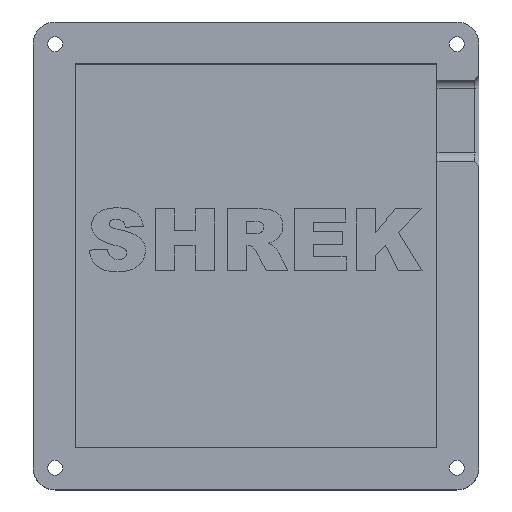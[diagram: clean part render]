
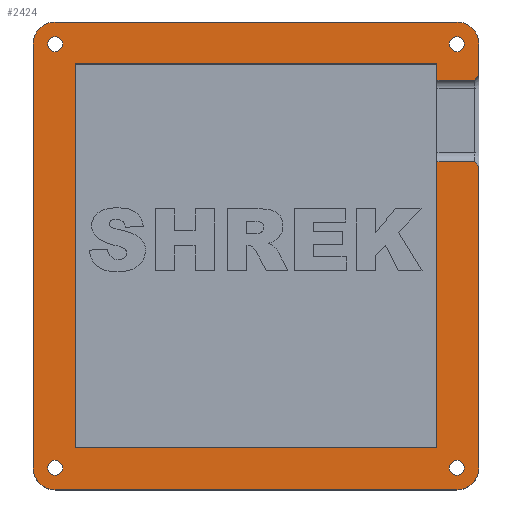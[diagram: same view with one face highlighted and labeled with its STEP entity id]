
A CAD part, top view. The second image highlights one B-rep face of the part: STEP entity #2424.
In plain terms, the highlighted planar face has unit normal (0, 0, 1).
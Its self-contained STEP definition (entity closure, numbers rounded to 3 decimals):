
#152=FACE_BOUND('',#361,.T.);
#153=FACE_BOUND('',#362,.T.);
#154=FACE_BOUND('',#363,.T.);
#155=FACE_BOUND('',#364,.T.);
#190=CIRCLE('',#2581,5.);
#191=CIRCLE('',#2582,5.);
#192=CIRCLE('',#2583,5.);
#193=CIRCLE('',#2584,5.);
#194=CIRCLE('',#2585,1.7);
#195=CIRCLE('',#2586,1.7);
#196=CIRCLE('',#2587,1.7);
#197=CIRCLE('',#2588,1.7);
#225=FACE_OUTER_BOUND('',#360,.T.);
#360=EDGE_LOOP('',(#1651,#1652,#1653,#1654,#1655,#1656,#1657,#1658,#1659,
#1660,#1661,#1662,#1663,#1664,#1665,#1666,#1667,#1668));
#361=EDGE_LOOP('',(#1669));
#362=EDGE_LOOP('',(#1670));
#363=EDGE_LOOP('',(#1671));
#364=EDGE_LOOP('',(#1672));
#504=LINE('',#3195,#753);
#513=LINE('',#3222,#762);
#516=LINE('',#3227,#765);
#520=LINE('',#3234,#769);
#526=LINE('',#3253,#775);
#527=LINE('',#3257,#776);
#528=LINE('',#3261,#777);
#529=LINE('',#3264,#778);
#530=LINE('',#3266,#779);
#531=LINE('',#3268,#780);
#532=LINE('',#3270,#781);
#533=LINE('',#3272,#782);
#534=LINE('',#3274,#783);
#535=LINE('',#3275,#784);
#753=VECTOR('',#2695,10.);
#762=VECTOR('',#2720,10.);
#765=VECTOR('',#2725,10.);
#769=VECTOR('',#2729,10.);
#775=VECTOR('',#2749,10.);
#776=VECTOR('',#2752,10.);
#777=VECTOR('',#2755,10.);
#778=VECTOR('',#2758,10.);
#779=VECTOR('',#2759,10.);
#780=VECTOR('',#2760,10.);
#781=VECTOR('',#2761,10.);
#782=VECTOR('',#2762,10.);
#783=VECTOR('',#2763,10.);
#784=VECTOR('',#2764,10.);
#1002=VERTEX_POINT('',#3193);
#1003=VERTEX_POINT('',#3194);
#1012=VERTEX_POINT('',#3220);
#1013=VERTEX_POINT('',#3221);
#1014=VERTEX_POINT('',#3226);
#1017=VERTEX_POINT('',#3232);
#1022=VERTEX_POINT('',#3250);
#1023=VERTEX_POINT('',#3252);
#1024=VERTEX_POINT('',#3254);
#1025=VERTEX_POINT('',#3256);
#1026=VERTEX_POINT('',#3258);
#1027=VERTEX_POINT('',#3260);
#1028=VERTEX_POINT('',#3263);
#1029=VERTEX_POINT('',#3265);
#1030=VERTEX_POINT('',#3267);
#1031=VERTEX_POINT('',#3269);
#1032=VERTEX_POINT('',#3271);
#1033=VERTEX_POINT('',#3273);
#1034=VERTEX_POINT('',#3276);
#1035=VERTEX_POINT('',#3278);
#1036=VERTEX_POINT('',#3280);
#1037=VERTEX_POINT('',#3282);
#1244=EDGE_CURVE('',#1002,#1003,#504,.T.);
#1257=EDGE_CURVE('',#1012,#1013,#513,.T.);
#1260=EDGE_CURVE('',#1014,#1013,#516,.T.);
#1264=EDGE_CURVE('',#1002,#1017,#520,.T.);
#1272=EDGE_CURVE('',#1017,#1022,#190,.T.);
#1273=EDGE_CURVE('',#1022,#1023,#526,.T.);
#1274=EDGE_CURVE('',#1023,#1024,#191,.T.);
#1275=EDGE_CURVE('',#1024,#1025,#527,.T.);
#1276=EDGE_CURVE('',#1025,#1026,#192,.T.);
#1277=EDGE_CURVE('',#1026,#1027,#528,.T.);
#1278=EDGE_CURVE('',#1027,#1014,#193,.T.);
#1279=EDGE_CURVE('',#1012,#1028,#529,.T.);
#1280=EDGE_CURVE('',#1028,#1029,#530,.T.);
#1281=EDGE_CURVE('',#1029,#1030,#531,.T.);
#1282=EDGE_CURVE('',#1030,#1031,#532,.T.);
#1283=EDGE_CURVE('',#1031,#1032,#533,.T.);
#1284=EDGE_CURVE('',#1032,#1033,#534,.T.);
#1285=EDGE_CURVE('',#1033,#1003,#535,.T.);
#1286=EDGE_CURVE('',#1034,#1034,#194,.T.);
#1287=EDGE_CURVE('',#1035,#1035,#195,.T.);
#1288=EDGE_CURVE('',#1036,#1036,#196,.T.);
#1289=EDGE_CURVE('',#1037,#1037,#197,.T.);
#1651=ORIENTED_EDGE('',*,*,#1244,.F.);
#1652=ORIENTED_EDGE('',*,*,#1264,.T.);
#1653=ORIENTED_EDGE('',*,*,#1272,.T.);
#1654=ORIENTED_EDGE('',*,*,#1273,.T.);
#1655=ORIENTED_EDGE('',*,*,#1274,.T.);
#1656=ORIENTED_EDGE('',*,*,#1275,.T.);
#1657=ORIENTED_EDGE('',*,*,#1276,.T.);
#1658=ORIENTED_EDGE('',*,*,#1277,.T.);
#1659=ORIENTED_EDGE('',*,*,#1278,.T.);
#1660=ORIENTED_EDGE('',*,*,#1260,.T.);
#1661=ORIENTED_EDGE('',*,*,#1257,.F.);
#1662=ORIENTED_EDGE('',*,*,#1279,.T.);
#1663=ORIENTED_EDGE('',*,*,#1280,.T.);
#1664=ORIENTED_EDGE('',*,*,#1281,.T.);
#1665=ORIENTED_EDGE('',*,*,#1282,.T.);
#1666=ORIENTED_EDGE('',*,*,#1283,.T.);
#1667=ORIENTED_EDGE('',*,*,#1284,.T.);
#1668=ORIENTED_EDGE('',*,*,#1285,.T.);
#1669=ORIENTED_EDGE('',*,*,#1286,.T.);
#1670=ORIENTED_EDGE('',*,*,#1287,.T.);
#1671=ORIENTED_EDGE('',*,*,#1288,.T.);
#1672=ORIENTED_EDGE('',*,*,#1289,.T.);
#2344=PLANE('',#2580);
#2424=ADVANCED_FACE('',(#225,#152,#153,#154,#155),#2344,.T.);
#2580=AXIS2_PLACEMENT_3D('',#3249,#2745,#2746);
#2581=AXIS2_PLACEMENT_3D('',#3251,#2747,#2748);
#2582=AXIS2_PLACEMENT_3D('',#3255,#2750,#2751);
#2583=AXIS2_PLACEMENT_3D('',#3259,#2753,#2754);
#2584=AXIS2_PLACEMENT_3D('',#3262,#2756,#2757);
#2585=AXIS2_PLACEMENT_3D('',#3277,#2765,#2766);
#2586=AXIS2_PLACEMENT_3D('',#3279,#2767,#2768);
#2587=AXIS2_PLACEMENT_3D('',#3281,#2769,#2770);
#2588=AXIS2_PLACEMENT_3D('',#3283,#2771,#2772);
#2695=DIRECTION('',(-0.707,-0.707,0.));
#2720=DIRECTION('',(0.707,-0.707,0.));
#2725=DIRECTION('',(0.,1.,0.));
#2729=DIRECTION('',(0.,1.,0.));
#2745=DIRECTION('center_axis',(0.,0.,1.));
#2746=DIRECTION('ref_axis',(1.,0.,0.));
#2747=DIRECTION('center_axis',(0.,0.,1.));
#2748=DIRECTION('ref_axis',(0.707,0.707,0.));
#2749=DIRECTION('',(-1.,0.,0.));
#2750=DIRECTION('center_axis',(0.,0.,1.));
#2751=DIRECTION('ref_axis',(-0.707,0.707,0.));
#2752=DIRECTION('',(0.,-1.,0.));
#2753=DIRECTION('center_axis',(0.,0.,1.));
#2754=DIRECTION('ref_axis',(-0.707,-0.707,0.));
#2755=DIRECTION('',(1.,0.,0.));
#2756=DIRECTION('center_axis',(0.,0.,1.));
#2757=DIRECTION('ref_axis',(0.707,-0.707,0.));
#2758=DIRECTION('',(-1.,0.,0.));
#2759=DIRECTION('',(0.,-1.,0.));
#2760=DIRECTION('',(-1.,0.,0.));
#2761=DIRECTION('',(0.,1.,0.));
#2762=DIRECTION('',(1.,0.,0.));
#2763=DIRECTION('',(0.,-1.,0.));
#2764=DIRECTION('',(1.,0.,0.));
#2765=DIRECTION('center_axis',(0.,0.,-1.));
#2766=DIRECTION('ref_axis',(1.,0.,0.));
#2767=DIRECTION('center_axis',(0.,0.,-1.));
#2768=DIRECTION('ref_axis',(1.,0.,0.));
#2769=DIRECTION('center_axis',(0.,0.,-1.));
#2770=DIRECTION('ref_axis',(1.,0.,0.));
#2771=DIRECTION('center_axis',(0.,0.,-1.));
#2772=DIRECTION('ref_axis',(1.,0.,0.));
#3193=CARTESIAN_POINT('',(69.405,44.818,10.831));
#3194=CARTESIAN_POINT('',(68.405,43.818,10.831));
#3195=CARTESIAN_POINT('',(22.942,-1.645,10.831));
#3220=CARTESIAN_POINT('',(68.405,25.318,10.831));
#3221=CARTESIAN_POINT('',(69.405,24.318,10.831));
#3222=CARTESIAN_POINT('',(62.242,31.48,10.831));
#3226=CARTESIAN_POINT('',(69.405,-44.032,10.831));
#3227=CARTESIAN_POINT('',(69.405,-46.532,10.831));
#3232=CARTESIAN_POINT('',(69.405,51.968,10.831));
#3234=CARTESIAN_POINT('',(69.405,-46.532,10.831));
#3249=CARTESIAN_POINT('Origin',(-26.595,-44.032,10.831));
#3250=CARTESIAN_POINT('',(64.405,56.968,10.831));
#3251=CARTESIAN_POINT('Origin',(64.405,51.968,10.831));
#3252=CARTESIAN_POINT('',(-26.595,56.968,10.831));
#3253=CARTESIAN_POINT('',(21.405,56.968,10.831));
#3254=CARTESIAN_POINT('',(-31.595,51.968,10.831));
#3255=CARTESIAN_POINT('Origin',(-26.595,51.968,10.831));
#3256=CARTESIAN_POINT('',(-31.595,-44.032,10.831));
#3257=CARTESIAN_POINT('',(-31.595,6.468,10.831));
#3258=CARTESIAN_POINT('',(-26.595,-49.032,10.831));
#3259=CARTESIAN_POINT('Origin',(-26.595,-44.032,10.831));
#3260=CARTESIAN_POINT('',(64.405,-49.032,10.831));
#3261=CARTESIAN_POINT('',(-29.095,-49.032,10.831));
#3262=CARTESIAN_POINT('Origin',(64.405,-44.032,10.831));
#3263=CARTESIAN_POINT('',(59.905,25.318,10.831));
#3264=CARTESIAN_POINT('',(21.405,25.318,10.831));
#3265=CARTESIAN_POINT('',(59.905,-39.532,10.831));
#3266=CARTESIAN_POINT('',(59.905,1.718,10.831));
#3267=CARTESIAN_POINT('',(-22.095,-39.532,10.831));
#3268=CARTESIAN_POINT('',(16.655,-39.532,10.831));
#3269=CARTESIAN_POINT('',(-22.095,47.468,10.831));
#3270=CARTESIAN_POINT('',(-22.095,-41.782,10.831));
#3271=CARTESIAN_POINT('',(59.905,47.468,10.831));
#3272=CARTESIAN_POINT('',(-24.345,47.468,10.831));
#3273=CARTESIAN_POINT('',(59.905,43.818,10.831));
#3274=CARTESIAN_POINT('',(59.905,1.718,10.831));
#3275=CARTESIAN_POINT('',(16.655,43.818,10.831));
#3276=CARTESIAN_POINT('',(-28.295,-44.032,10.831));
#3277=CARTESIAN_POINT('Origin',(-26.595,-44.032,10.831));
#3278=CARTESIAN_POINT('',(62.705,51.968,10.831));
#3279=CARTESIAN_POINT('Origin',(64.405,51.968,10.831));
#3280=CARTESIAN_POINT('',(-28.295,51.968,10.831));
#3281=CARTESIAN_POINT('Origin',(-26.595,51.968,10.831));
#3282=CARTESIAN_POINT('',(62.705,-44.032,10.831));
#3283=CARTESIAN_POINT('Origin',(64.405,-44.032,10.831));
